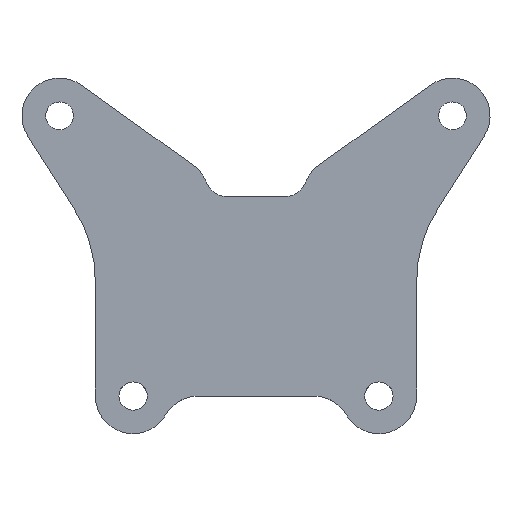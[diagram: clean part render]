
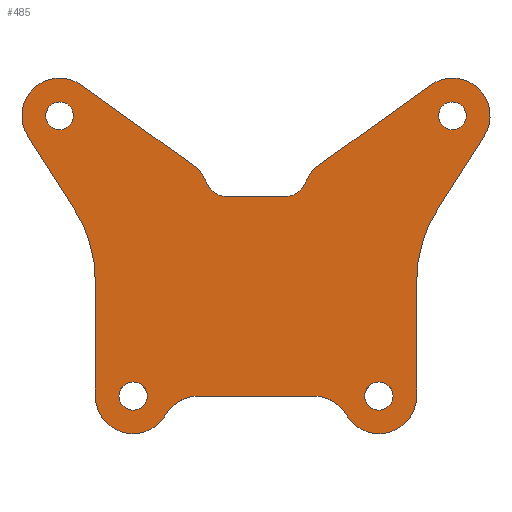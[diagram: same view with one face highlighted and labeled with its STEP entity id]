
A CAD part, top view. The second image highlights one B-rep face of the part: STEP entity #485.
In plain terms, the highlighted planar face has unit normal (0, 0, 1).
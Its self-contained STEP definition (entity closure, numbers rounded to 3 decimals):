
#31=FACE_BOUND('',#66,.T.);
#32=FACE_BOUND('',#67,.T.);
#33=FACE_BOUND('',#68,.T.);
#34=FACE_BOUND('',#69,.T.);
#39=FACE_OUTER_BOUND('',#65,.T.);
#65=EDGE_LOOP('',(#331,#332,#333,#334,#335,#336,#337,#338,#339,#340,#341,
#342,#343,#344,#345,#346,#347,#348,#349,#350));
#66=EDGE_LOOP('',(#351));
#67=EDGE_LOOP('',(#352));
#68=EDGE_LOOP('',(#353));
#69=EDGE_LOOP('',(#354));
#99=LINE('',#747,#139);
#100=LINE('',#751,#140);
#101=LINE('',#755,#141);
#102=LINE('',#761,#142);
#103=LINE('',#767,#143);
#104=LINE('',#771,#144);
#105=LINE('',#775,#145);
#106=LINE('',#781,#146);
#139=VECTOR('',#589,10.);
#140=VECTOR('',#592,10.);
#141=VECTOR('',#595,10.);
#142=VECTOR('',#600,10.);
#143=VECTOR('',#605,10.);
#144=VECTOR('',#608,10.);
#145=VECTOR('',#611,10.);
#146=VECTOR('',#616,10.);
#179=CIRCLE('',#526,4.);
#180=CIRCLE('',#527,4.);
#181=CIRCLE('',#528,14.5);
#182=CIRCLE('',#529,4.);
#183=CIRCLE('',#530,4.);
#184=CIRCLE('',#531,4.);
#185=CIRCLE('',#532,4.);
#186=CIRCLE('',#533,14.5);
#187=CIRCLE('',#534,4.);
#188=CIRCLE('',#535,4.);
#189=CIRCLE('',#536,2.5);
#190=CIRCLE('',#537,2.5);
#191=CIRCLE('',#538,1.5);
#192=CIRCLE('',#539,1.5);
#193=CIRCLE('',#540,1.475);
#194=CIRCLE('',#541,1.475);
#211=VERTEX_POINT('',#743);
#212=VERTEX_POINT('',#744);
#213=VERTEX_POINT('',#746);
#214=VERTEX_POINT('',#748);
#215=VERTEX_POINT('',#750);
#216=VERTEX_POINT('',#752);
#217=VERTEX_POINT('',#754);
#218=VERTEX_POINT('',#756);
#219=VERTEX_POINT('',#758);
#220=VERTEX_POINT('',#760);
#221=VERTEX_POINT('',#762);
#222=VERTEX_POINT('',#764);
#223=VERTEX_POINT('',#766);
#224=VERTEX_POINT('',#768);
#225=VERTEX_POINT('',#770);
#226=VERTEX_POINT('',#772);
#227=VERTEX_POINT('',#774);
#228=VERTEX_POINT('',#776);
#229=VERTEX_POINT('',#778);
#230=VERTEX_POINT('',#780);
#231=VERTEX_POINT('',#783);
#232=VERTEX_POINT('',#785);
#233=VERTEX_POINT('',#787);
#234=VERTEX_POINT('',#789);
#259=EDGE_CURVE('',#211,#212,#179,.T.);
#260=EDGE_CURVE('',#213,#211,#99,.T.);
#261=EDGE_CURVE('',#214,#213,#180,.T.);
#262=EDGE_CURVE('',#215,#214,#100,.T.);
#263=EDGE_CURVE('',#216,#215,#181,.T.);
#264=EDGE_CURVE('',#217,#216,#101,.T.);
#265=EDGE_CURVE('',#218,#217,#182,.T.);
#266=EDGE_CURVE('',#219,#218,#183,.T.);
#267=EDGE_CURVE('',#220,#219,#102,.T.);
#268=EDGE_CURVE('',#221,#220,#184,.T.);
#269=EDGE_CURVE('',#222,#221,#185,.T.);
#270=EDGE_CURVE('',#223,#222,#103,.T.);
#271=EDGE_CURVE('',#224,#223,#186,.T.);
#272=EDGE_CURVE('',#225,#224,#104,.T.);
#273=EDGE_CURVE('',#226,#225,#187,.T.);
#274=EDGE_CURVE('',#227,#226,#105,.T.);
#275=EDGE_CURVE('',#228,#227,#188,.T.);
#276=EDGE_CURVE('',#229,#228,#189,.T.);
#277=EDGE_CURVE('',#230,#229,#106,.T.);
#278=EDGE_CURVE('',#212,#230,#190,.T.);
#279=EDGE_CURVE('',#231,#231,#191,.T.);
#280=EDGE_CURVE('',#232,#232,#192,.T.);
#281=EDGE_CURVE('',#233,#233,#193,.T.);
#282=EDGE_CURVE('',#234,#234,#194,.T.);
#331=ORIENTED_EDGE('',*,*,#259,.F.);
#332=ORIENTED_EDGE('',*,*,#260,.F.);
#333=ORIENTED_EDGE('',*,*,#261,.F.);
#334=ORIENTED_EDGE('',*,*,#262,.F.);
#335=ORIENTED_EDGE('',*,*,#263,.F.);
#336=ORIENTED_EDGE('',*,*,#264,.F.);
#337=ORIENTED_EDGE('',*,*,#265,.F.);
#338=ORIENTED_EDGE('',*,*,#266,.F.);
#339=ORIENTED_EDGE('',*,*,#267,.F.);
#340=ORIENTED_EDGE('',*,*,#268,.F.);
#341=ORIENTED_EDGE('',*,*,#269,.F.);
#342=ORIENTED_EDGE('',*,*,#270,.F.);
#343=ORIENTED_EDGE('',*,*,#271,.F.);
#344=ORIENTED_EDGE('',*,*,#272,.F.);
#345=ORIENTED_EDGE('',*,*,#273,.F.);
#346=ORIENTED_EDGE('',*,*,#274,.F.);
#347=ORIENTED_EDGE('',*,*,#275,.F.);
#348=ORIENTED_EDGE('',*,*,#276,.F.);
#349=ORIENTED_EDGE('',*,*,#277,.F.);
#350=ORIENTED_EDGE('',*,*,#278,.F.);
#351=ORIENTED_EDGE('',*,*,#279,.F.);
#352=ORIENTED_EDGE('',*,*,#280,.F.);
#353=ORIENTED_EDGE('',*,*,#281,.F.);
#354=ORIENTED_EDGE('',*,*,#282,.F.);
#475=PLANE('',#525);
#485=ADVANCED_FACE('',(#39,#31,#32,#33,#34),#475,.T.);
#525=AXIS2_PLACEMENT_3D('',#742,#585,#586);
#526=AXIS2_PLACEMENT_3D('',#745,#587,#588);
#527=AXIS2_PLACEMENT_3D('',#749,#590,#591);
#528=AXIS2_PLACEMENT_3D('',#753,#593,#594);
#529=AXIS2_PLACEMENT_3D('',#757,#596,#597);
#530=AXIS2_PLACEMENT_3D('',#759,#598,#599);
#531=AXIS2_PLACEMENT_3D('',#763,#601,#602);
#532=AXIS2_PLACEMENT_3D('',#765,#603,#604);
#533=AXIS2_PLACEMENT_3D('',#769,#606,#607);
#534=AXIS2_PLACEMENT_3D('',#773,#609,#610);
#535=AXIS2_PLACEMENT_3D('',#777,#612,#613);
#536=AXIS2_PLACEMENT_3D('',#779,#614,#615);
#537=AXIS2_PLACEMENT_3D('',#782,#617,#618);
#538=AXIS2_PLACEMENT_3D('',#784,#619,#620);
#539=AXIS2_PLACEMENT_3D('',#786,#621,#622);
#540=AXIS2_PLACEMENT_3D('',#788,#623,#624);
#541=AXIS2_PLACEMENT_3D('',#790,#625,#626);
#585=DIRECTION('center_axis',(0.,0.,1.));
#586=DIRECTION('ref_axis',(-1.,0.,0.));
#587=DIRECTION('center_axis',(0.,0.,-1.));
#588=DIRECTION('ref_axis',(0.789,0.614,0.));
#589=DIRECTION('',(0.813,-0.583,0.));
#590=DIRECTION('center_axis',(0.,0.,-1.));
#591=DIRECTION('ref_axis',(-1.,0.,0.));
#592=DIRECTION('',(-0.536,0.844,0.));
#593=DIRECTION('center_axis',(0.,0.,1.));
#594=DIRECTION('ref_axis',(1.,0.,0.));
#595=DIRECTION('',(0.,1.,0.));
#596=DIRECTION('center_axis',(0.,0.,-1.));
#597=DIRECTION('ref_axis',(-1.,0.,0.));
#598=DIRECTION('center_axis',(0.,0.,1.));
#599=DIRECTION('ref_axis',(-0.5,0.866,0.));
#600=DIRECTION('',(-1.,0.,0.));
#601=DIRECTION('center_axis',(0.,0.,1.));
#602=DIRECTION('ref_axis',(0.5,0.866,0.));
#603=DIRECTION('center_axis',(0.,0.,-1.));
#604=DIRECTION('ref_axis',(-1.,0.,0.));
#605=DIRECTION('',(0.,-1.,0.));
#606=DIRECTION('center_axis',(0.,0.,1.));
#607=DIRECTION('ref_axis',(-0.844,0.536,0.));
#608=DIRECTION('',(-0.536,-0.844,0.));
#609=DIRECTION('center_axis',(0.,0.,-1.));
#610=DIRECTION('ref_axis',(-1.,0.,0.));
#611=DIRECTION('',(0.813,0.583,0.));
#612=DIRECTION('center_axis',(0.,0.,-1.));
#613=DIRECTION('ref_axis',(-0.789,0.614,0.));
#614=DIRECTION('center_axis',(0.,0.,1.));
#615=DIRECTION('ref_axis',(0.,-1.,0.));
#616=DIRECTION('',(1.,0.,0.));
#617=DIRECTION('center_axis',(0.,0.,1.));
#618=DIRECTION('ref_axis',(-1.,0.,0.));
#619=DIRECTION('center_axis',(0.,0.,1.));
#620=DIRECTION('ref_axis',(-1.,0.,0.));
#621=DIRECTION('center_axis',(0.,0.,1.));
#622=DIRECTION('ref_axis',(-1.,0.,0.));
#623=DIRECTION('center_axis',(0.,0.,1.));
#624=DIRECTION('ref_axis',(-1.,0.,0.));
#625=DIRECTION('center_axis',(0.,0.,1.));
#626=DIRECTION('ref_axis',(-1.,0.,0.));
#742=CARTESIAN_POINT('Origin',(159.839,-343.956,20.279));
#743=CARTESIAN_POINT('',(153.169,-386.991,20.279));
#744=CARTESIAN_POINT('',(154.562,-388.779,20.279));
#745=CARTESIAN_POINT('Origin',(150.839,-390.241,20.279));
#746=CARTESIAN_POINT('',(141.319,-378.495,20.279));
#747=CARTESIAN_POINT('',(139.258,-377.017,20.279));
#748=CARTESIAN_POINT('',(135.612,-383.891,20.279));
#749=CARTESIAN_POINT('Origin',(138.989,-381.746,20.279));
#750=CARTESIAN_POINT('',(140.527,-391.627,20.279));
#751=CARTESIAN_POINT('',(132.515,-379.016,20.279));
#752=CARTESIAN_POINT('',(142.789,-399.403,20.279));
#753=CARTESIAN_POINT('Origin',(128.289,-399.403,20.279));
#754=CARTESIAN_POINT('',(142.789,-411.504,20.279));
#755=CARTESIAN_POINT('',(142.789,-377.73,20.279));
#756=CARTESIAN_POINT('',(150.253,-413.504,20.279));
#757=CARTESIAN_POINT('Origin',(146.789,-411.504,20.279));
#758=CARTESIAN_POINT('',(153.717,-411.504,20.279));
#759=CARTESIAN_POINT('Origin',(153.717,-415.504,20.279));
#760=CARTESIAN_POINT('',(165.96,-411.504,20.279));
#761=CARTESIAN_POINT('',(162.899,-411.504,20.279));
#762=CARTESIAN_POINT('',(169.424,-413.504,20.279));
#763=CARTESIAN_POINT('Origin',(165.96,-415.504,20.279));
#764=CARTESIAN_POINT('',(176.889,-411.504,20.279));
#765=CARTESIAN_POINT('Origin',(172.889,-411.504,20.279));
#766=CARTESIAN_POINT('',(176.889,-399.403,20.279));
#767=CARTESIAN_POINT('',(176.889,-371.679,20.279));
#768=CARTESIAN_POINT('',(179.15,-391.627,20.279));
#769=CARTESIAN_POINT('Origin',(191.389,-399.403,20.279));
#770=CARTESIAN_POINT('',(184.065,-383.891,20.279));
#771=CARTESIAN_POINT('',(189.619,-375.148,20.279));
#772=CARTESIAN_POINT('',(178.358,-378.495,20.279));
#773=CARTESIAN_POINT('Origin',(180.689,-381.746,20.279));
#774=CARTESIAN_POINT('',(166.508,-386.991,20.279));
#775=CARTESIAN_POINT('',(174.494,-381.265,20.279));
#776=CARTESIAN_POINT('',(165.115,-388.779,20.279));
#777=CARTESIAN_POINT('Origin',(168.838,-390.241,20.279));
#778=CARTESIAN_POINT('',(162.789,-390.365,20.279));
#779=CARTESIAN_POINT('Origin',(162.789,-387.865,20.279));
#780=CARTESIAN_POINT('',(156.889,-390.365,20.279));
#781=CARTESIAN_POINT('',(158.364,-390.365,20.279));
#782=CARTESIAN_POINT('Origin',(156.889,-387.865,20.279));
#783=CARTESIAN_POINT('',(174.389,-411.504,20.279));
#784=CARTESIAN_POINT('Origin',(172.889,-411.504,20.279));
#785=CARTESIAN_POINT('',(148.289,-411.504,20.279));
#786=CARTESIAN_POINT('Origin',(146.789,-411.504,20.279));
#787=CARTESIAN_POINT('',(140.464,-381.746,20.279));
#788=CARTESIAN_POINT('Origin',(138.989,-381.746,20.279));
#789=CARTESIAN_POINT('',(182.164,-381.746,20.279));
#790=CARTESIAN_POINT('Origin',(180.689,-381.746,20.279));
